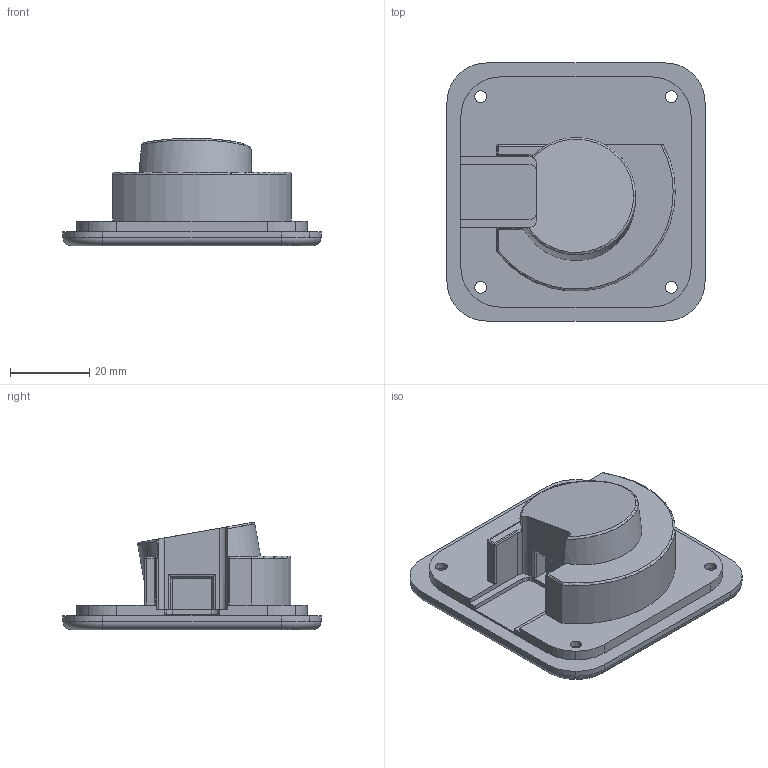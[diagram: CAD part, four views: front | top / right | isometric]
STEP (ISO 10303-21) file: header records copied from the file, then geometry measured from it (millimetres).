
FILE_DESCRIPTION(('STEP AP214'),'1');
FILE_NAME('base1.step','2024-11-19T12:11:34',(' '),('ANSOFT Corporation'),'Spatial InterOp 3D',' ',' ');
FILE_SCHEMA(('AUTOMOTIVE_DESIGN { 1 0 10303 214 1 1 1 1 }'));
Length unit declared in the file: millimetre
Products named in the file (1): base
Bounding box: 65 x 65 x 27.02 mm (x, y, z)
Volume: 41136.9 mm3; surface area: 12595.8 mm2
Topology: 1 solids, 1 shells, 134 faces, 347 edges, 222 vertices
Faces by surface type: cylinder 86, plane 37, torus 9, sphere 2
Entity records: 4295 total; most frequent: CARTESIAN_POINT 850, DIRECTION 777, ORIENTED_EDGE 690, EDGE_CURVE 345, AXIS2_PLACEMENT_3D 309, VERTEX_POINT 222, LINE 159, VECTOR 159
